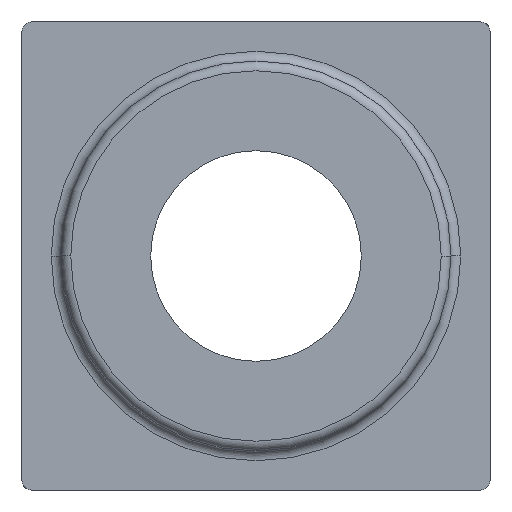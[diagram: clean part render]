
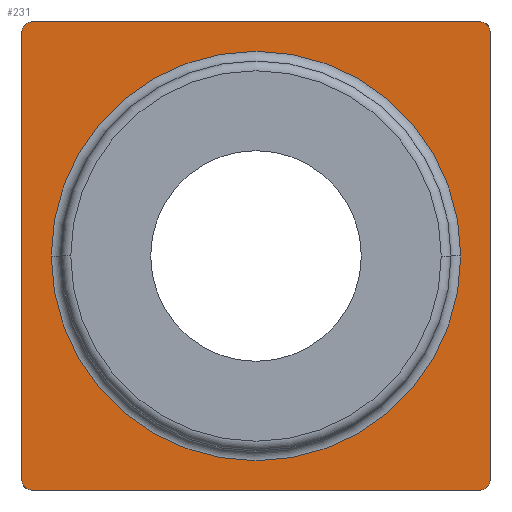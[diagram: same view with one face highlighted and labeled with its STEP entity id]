
A CAD part, left-side view. The second image highlights one B-rep face of the part: STEP entity #231.
In plain terms, the highlighted planar face has unit normal (-1, 0, 0).
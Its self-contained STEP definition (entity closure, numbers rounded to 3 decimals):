
#187 = ORIENTED_EDGE ( 'NONE', *, *, #188, .T. ) ;
#188 = EDGE_CURVE ( 'NONE', #226, #286, #605, .T. ) ;
#189 = VERTEX_POINT ( 'NONE', #507 ) ;
#190 = EDGE_CURVE ( 'NONE', #189, #226, #506, .T. ) ;
#192 = ORIENTED_EDGE ( 'NONE', *, *, #190, .T. ) ;
#194 = EDGE_LOOP ( 'NONE', ( #192, #187, #287, #236, #239, #242, #300, #220 ) ) ;
#195 = ORIENTED_EDGE ( 'NONE', *, *, #283, .T. ) ;
#220 = ORIENTED_EDGE ( 'NONE', *, *, #325, .T. ) ;
#226 = VERTEX_POINT ( 'NONE', #590 ) ;
#231 = ADVANCED_FACE ( 'NONE', ( #579, #578 ), #577, .F. ) ;
#234 = EDGE_CURVE ( 'NONE', #235, #286, #571, .T. ) ;
#235 = VERTEX_POINT ( 'NONE', #834 ) ;
#236 = ORIENTED_EDGE ( 'NONE', *, *, #237, .T. ) ;
#237 = EDGE_CURVE ( 'NONE', #235, #238, #832, .T. ) ;
#238 = VERTEX_POINT ( 'NONE', #761 ) ;
#239 = ORIENTED_EDGE ( 'NONE', *, *, #240, .F. ) ;
#240 = EDGE_CURVE ( 'NONE', #241, #238, #830, .T. ) ;
#241 = VERTEX_POINT ( 'NONE', #826 ) ;
#242 = ORIENTED_EDGE ( 'NONE', *, *, #243, .T. ) ;
#243 = EDGE_CURVE ( 'NONE', #241, #244, #769, .T. ) ;
#244 = VERTEX_POINT ( 'NONE', #764 ) ;
#283 = EDGE_CURVE ( 'NONE', #284, #285, #862, .T. ) ;
#284 = VERTEX_POINT ( 'NONE', #857 ) ;
#285 = VERTEX_POINT ( 'NONE', #856 ) ;
#286 = VERTEX_POINT ( 'NONE', #855 ) ;
#287 = ORIENTED_EDGE ( 'NONE', *, *, #234, .F. ) ;
#288 = EDGE_LOOP ( 'NONE', ( #289, #195 ) ) ;
#289 = ORIENTED_EDGE ( 'NONE', *, *, #290, .T. ) ;
#290 = EDGE_CURVE ( 'NONE', #285, #284, #760, .T. ) ;
#300 = ORIENTED_EDGE ( 'NONE', *, *, #301, .T. ) ;
#301 = EDGE_CURVE ( 'NONE', #244, #302, #782, .T. ) ;
#302 = VERTEX_POINT ( 'NONE', #778 ) ;
#325 = EDGE_CURVE ( 'NONE', #302, #189, #691, .T. ) ;
#503 = DIRECTION ( 'NONE',  ( 0., -1., 0. ) ) ;
#504 = VECTOR ( 'NONE', #503, 1000. ) ;
#505 = CARTESIAN_POINT ( 'NONE',  ( -22., 12., 0. ) ) ;
#506 = LINE ( 'NONE', #505, #504 ) ;
#507 = CARTESIAN_POINT ( 'NONE',  ( -22., 11.5, 0. ) ) ;
#508 = DIRECTION ( 'NONE',  ( 0., 1., 0. ) ) ;
#509 = DIRECTION ( 'NONE',  ( -1., 0., 0. ) ) ;
#510 = CARTESIAN_POINT ( 'NONE',  ( -22., -11.5, 0.5 ) ) ;
#568 = DIRECTION ( 'NONE',  ( 0., 0., -1. ) ) ;
#569 = VECTOR ( 'NONE', #568, 1000. ) ;
#570 = CARTESIAN_POINT ( 'NONE',  ( -22., -12., 6. ) ) ;
#571 = LINE ( 'NONE', #570, #569 ) ;
#573 = DIRECTION ( 'NONE',  ( 0., 1., 0. ) ) ;
#574 = DIRECTION ( 'NONE',  ( 1., 0., 0. ) ) ;
#575 = CARTESIAN_POINT ( 'NONE',  ( -22., 12., 6. ) ) ;
#576 = AXIS2_PLACEMENT_3D ( 'NONE', #575, #574, #573 ) ;
#577 = PLANE ( 'NONE',  #576 ) ;
#578 = FACE_OUTER_BOUND ( 'NONE', #194, .T. ) ;
#579 = FACE_BOUND ( 'NONE', #288, .T. ) ;
#590 = CARTESIAN_POINT ( 'NONE',  ( -22., -11.5, 0. ) ) ;
#604 = AXIS2_PLACEMENT_3D ( 'NONE', #510, #509, #508 ) ;
#605 = CIRCLE ( 'NONE', #604, 0.5 ) ;
#687 = DIRECTION ( 'NONE',  ( 0., 1., 0. ) ) ;
#688 = DIRECTION ( 'NONE',  ( -1., 0., 0. ) ) ;
#689 = CARTESIAN_POINT ( 'NONE',  ( -22., 11.5, 0.5 ) ) ;
#690 = AXIS2_PLACEMENT_3D ( 'NONE', #689, #688, #687 ) ;
#691 = CIRCLE ( 'NONE', #690, 0.5 ) ;
#756 = DIRECTION ( 'NONE',  ( 0., 1., 0. ) ) ;
#757 = DIRECTION ( 'NONE',  ( 1., 0., 0. ) ) ;
#758 = CARTESIAN_POINT ( 'NONE',  ( -22., 0., 12. ) ) ;
#759 = AXIS2_PLACEMENT_3D ( 'NONE', #758, #757, #756 ) ;
#760 = CIRCLE ( 'NONE', #759, 10.5 ) ;
#761 = CARTESIAN_POINT ( 'NONE',  ( -22., -11.5, 24. ) ) ;
#762 = DIRECTION ( 'NONE',  ( 0., 1., 0. ) ) ;
#763 = DIRECTION ( 'NONE',  ( -1., 0., 0. ) ) ;
#764 = CARTESIAN_POINT ( 'NONE',  ( -22., 12., 23.5 ) ) ;
#765 = DIRECTION ( 'NONE',  ( 0., 1., 0. ) ) ;
#766 = DIRECTION ( 'NONE',  ( -1., 0., 0. ) ) ;
#767 = CARTESIAN_POINT ( 'NONE',  ( -22., 11.5, 23.5 ) ) ;
#768 = AXIS2_PLACEMENT_3D ( 'NONE', #767, #766, #765 ) ;
#769 = CIRCLE ( 'NONE', #768, 0.5 ) ;
#778 = CARTESIAN_POINT ( 'NONE',  ( -22., 12., 0.5 ) ) ;
#779 = DIRECTION ( 'NONE',  ( 0., 0., -1. ) ) ;
#780 = VECTOR ( 'NONE', #779, 1000. ) ;
#781 = CARTESIAN_POINT ( 'NONE',  ( -22., 12., 6. ) ) ;
#782 = LINE ( 'NONE', #781, #780 ) ;
#826 = CARTESIAN_POINT ( 'NONE',  ( -22., 11.5, 24. ) ) ;
#827 = DIRECTION ( 'NONE',  ( 0., -1., 0. ) ) ;
#828 = VECTOR ( 'NONE', #827, 1000. ) ;
#829 = CARTESIAN_POINT ( 'NONE',  ( -22., 12., 24. ) ) ;
#830 = LINE ( 'NONE', #829, #828 ) ;
#831 = AXIS2_PLACEMENT_3D ( 'NONE', #833, #763, #762 ) ;
#832 = CIRCLE ( 'NONE', #831, 0.5 ) ;
#833 = CARTESIAN_POINT ( 'NONE',  ( -22., -11.5, 23.5 ) ) ;
#834 = CARTESIAN_POINT ( 'NONE',  ( -22., -12., 23.5 ) ) ;
#855 = CARTESIAN_POINT ( 'NONE',  ( -22., -12., 0.5 ) ) ;
#856 = CARTESIAN_POINT ( 'NONE',  ( -22., 10.5, 12. ) ) ;
#857 = CARTESIAN_POINT ( 'NONE',  ( -22., -10.5, 12. ) ) ;
#858 = DIRECTION ( 'NONE',  ( 0., 1., 0. ) ) ;
#859 = DIRECTION ( 'NONE',  ( 1., 0., 0. ) ) ;
#860 = CARTESIAN_POINT ( 'NONE',  ( -22., 0., 12. ) ) ;
#861 = AXIS2_PLACEMENT_3D ( 'NONE', #860, #859, #858 ) ;
#862 = CIRCLE ( 'NONE', #861, 10.5 ) ;
